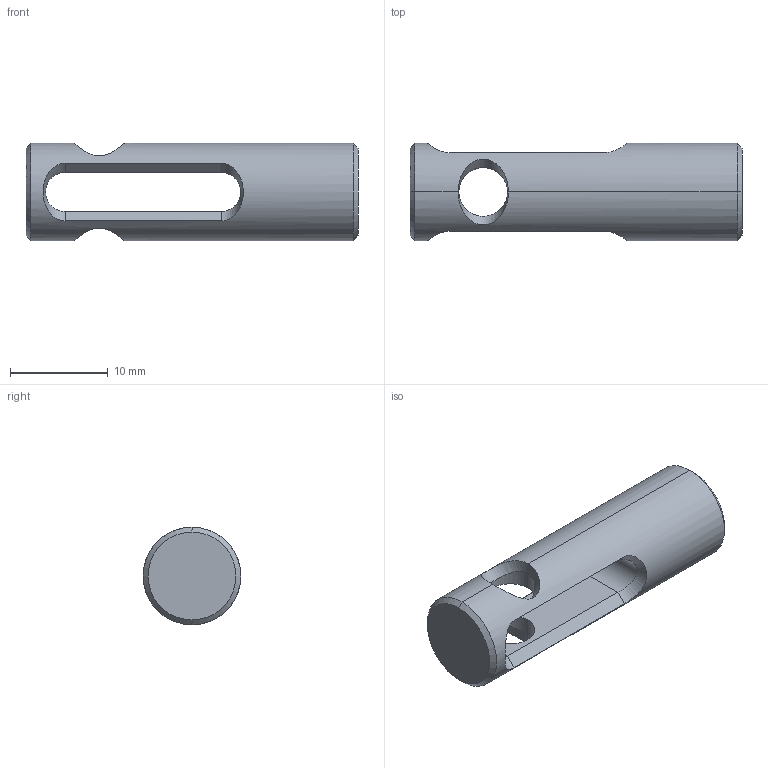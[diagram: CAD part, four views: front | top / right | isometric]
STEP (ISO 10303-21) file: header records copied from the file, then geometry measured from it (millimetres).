
FILE_DESCRIPTION (( 'STEP AP203' ), '1' );
FILE_NAME ('goupille 3504.STEP', '2019-02-22T16:02:54', ( 'IDEAL-INFO' ), ( '' ), 'SwSTEP 2.0', 'SolidWorks 2013', '' );
FILE_SCHEMA (( 'CONFIG_CONTROL_DESIGN' ));
Length unit declared in the file: millimetre
Products named in the file (1): goupille 3504
Bounding box: 34 x 10 x 10 mm (x, y, z)
Volume: 1735.1 mm3; surface area: 1357.2 mm2
Topology: 1 solids, 1 shells, 28 faces, 68 edges, 40 vertices
Faces by surface type: bspline 8, cylinder 8, plane 8, cone 4
Entity records: 6172 total; most frequent: CARTESIAN_POINT 5512, ORIENTED_EDGE 136, DIRECTION 90, EDGE_CURVE 68, VERTEX_POINT 40, AXIS2_PLACEMENT_3D 33, B_SPLINE_CURVE_WITH_KNOTS 32, EDGE_LOOP 32
